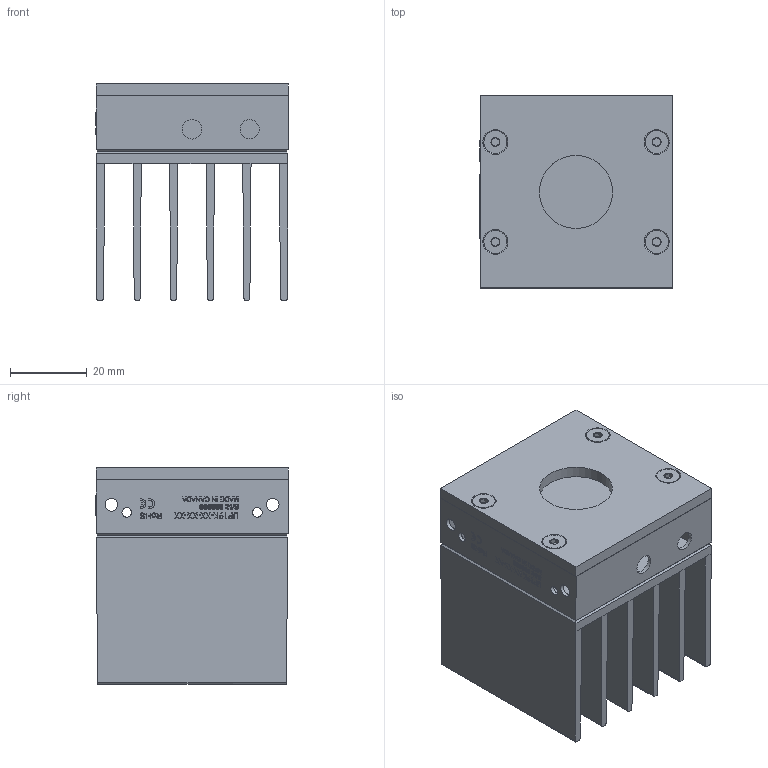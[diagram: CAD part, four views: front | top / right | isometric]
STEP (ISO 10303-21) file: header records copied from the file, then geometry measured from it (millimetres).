
FILE_DESCRIPTION (( 'STEP AP214' ), '1' );
FILE_NAME ('_D140-100328L_ASS_DESSIN _ASSEMBLAGE_SERIE_UP19K.STEP', '2025-05-06T19:27:01', ( '' ), ( '' ), 'SwSTEP 2.0', 'SolidWorks 2024', '' );
FILE_SCHEMA (( 'AUTOMOTIVE_DESIGN' ));
Length unit declared in the file: millimetre
Products named in the file (1): _D140-100328L_ASS_DESSIN _ASSEMBLAGE_SERIE_UP19K
Bounding box: 50.01 x 50.01 x 56.38 mm (x, y, z)
Volume: 34882.8 mm3; surface area: 44393.2 mm2
Topology: 8 solids, 8 shells, 2456 faces, 6970 edges, 4621 vertices
Faces by surface type: plane 2224, bspline 145, cylinder 49, cone 38
Full cylindrical faces by diameter (mm): 1.041 x2, 2.5 x8, 3.3 x4, 3.4 x4, 3.6 x4, 5 x2, 5.105 x1, 6 x4, 19 x1, 30.9 x1, 43.7 x1, 44.1 x1
Entity records: 120006 total; most frequent: CARTESIAN_POINT 30388, ORIENTED_EDGE 13800, DIRECTION 11280, EDGE_CURVE 6900, VECTOR 6436, LINE 6436, VERTEX_POINT 4598, EDGE_LOOP 2644
